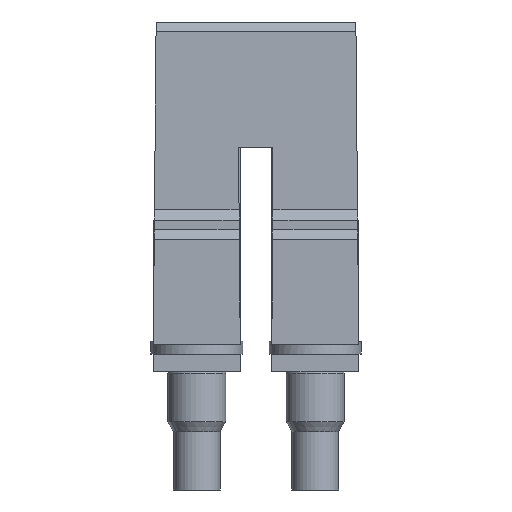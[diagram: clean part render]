
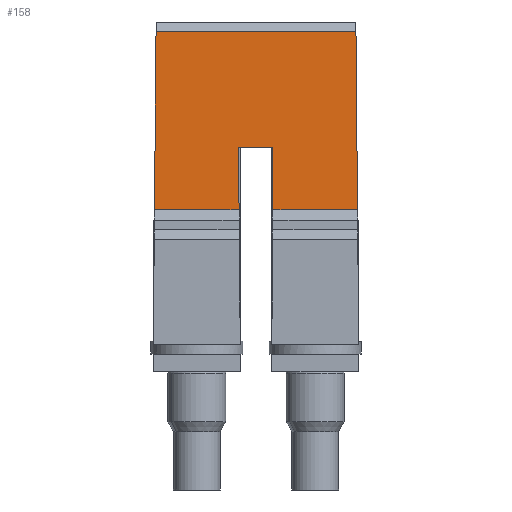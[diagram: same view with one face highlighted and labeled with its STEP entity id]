
A CAD part, front view. The second image highlights one B-rep face of the part: STEP entity #158.
In plain terms, the highlighted planar face has unit normal (0, -1, 0.009).
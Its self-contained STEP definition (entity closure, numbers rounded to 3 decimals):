
#75=AXIS2_PLACEMENT_3D('Plane Axis2P3D',#72,#73,#74) ;
#41=CARTESIAN_POINT('Vertex',(0.198,5.425,14.429)) ;
#57=CARTESIAN_POINT('Vertex',(4.552,5.425,14.429)) ;
#60=CARTESIAN_POINT('Line Origine',(2.375,5.425,14.429)) ;
#72=CARTESIAN_POINT('Axis2P3D Location',(2.375,5.425,14.5)) ;
#77=CARTESIAN_POINT('Line Origine',(6.297,5.439,16.075)) ;
#81=CARTESIAN_POINT('Vertex',(6.297,5.453,17.65)) ;
#83=CARTESIAN_POINT('Vertex',(6.297,5.425,14.5)) ;
#86=CARTESIAN_POINT('Line Origine',(6.298,5.425,14.5)) ;
#90=CARTESIAN_POINT('Vertex',(6.299,5.425,14.5)) ;
#93=CARTESIAN_POINT('Line Origine',(6.298,5.425,14.465)) ;
#97=CARTESIAN_POINT('Vertex',(6.298,5.425,14.429)) ;
#100=CARTESIAN_POINT('Line Origine',(8.475,5.425,14.429)) ;
#104=CARTESIAN_POINT('Vertex',(10.652,5.425,14.429)) ;
#107=CARTESIAN_POINT('Line Origine',(10.612,5.465,19.015)) ;
#111=CARTESIAN_POINT('Vertex',(10.572,5.505,23.6)) ;
#114=CARTESIAN_POINT('Line Origine',(5.425,5.505,23.6)) ;
#118=CARTESIAN_POINT('Vertex',(0.278,5.505,23.6)) ;
#121=CARTESIAN_POINT('Line Origine',(0.238,5.465,19.05)) ;
#125=CARTESIAN_POINT('Vertex',(0.198,5.425,14.5)) ;
#128=CARTESIAN_POINT('Line Origine',(0.198,5.425,14.465)) ;
#133=CARTESIAN_POINT('Line Origine',(4.538,5.439,16.04)) ;
#137=CARTESIAN_POINT('Vertex',(4.524,5.453,17.65)) ;
#140=CARTESIAN_POINT('Line Origine',(5.411,5.453,17.65)) ;
#61=DIRECTION('Vector Direction',(-1.,0.,0.)) ;
#73=DIRECTION('Axis2P3D Direction',(0.,1.,-0.009)) ;
#74=DIRECTION('Axis2P3D XDirection',(0.,-0.009,-1.)) ;
#78=DIRECTION('Vector Direction',(0.,-0.009,-1.)) ;
#87=DIRECTION('Vector Direction',(-1.,0.,0.)) ;
#94=DIRECTION('Vector Direction',(-0.009,-0.009,-1.)) ;
#101=DIRECTION('Vector Direction',(-1.,0.,0.)) ;
#108=DIRECTION('Vector Direction',(0.009,-0.009,-1.)) ;
#115=DIRECTION('Vector Direction',(-1.,0.,0.)) ;
#122=DIRECTION('Vector Direction',(-0.009,-0.009,-1.)) ;
#129=DIRECTION('Vector Direction',(-0.009,-0.009,-1.)) ;
#134=DIRECTION('Vector Direction',(0.009,-0.009,-1.)) ;
#141=DIRECTION('Vector Direction',(-1.,0.,0.)) ;
#62=VECTOR('Line Direction',#61,1.) ;
#79=VECTOR('Line Direction',#78,1.) ;
#88=VECTOR('Line Direction',#87,1.) ;
#95=VECTOR('Line Direction',#94,1.) ;
#102=VECTOR('Line Direction',#101,1.) ;
#109=VECTOR('Line Direction',#108,1.) ;
#116=VECTOR('Line Direction',#115,1.) ;
#123=VECTOR('Line Direction',#122,1.) ;
#130=VECTOR('Line Direction',#129,1.) ;
#135=VECTOR('Line Direction',#134,1.) ;
#142=VECTOR('Line Direction',#141,1.) ;
#146=ORIENTED_EDGE('',*,*,#85,.T.) ;
#147=ORIENTED_EDGE('',*,*,#92,.F.) ;
#148=ORIENTED_EDGE('',*,*,#99,.T.) ;
#149=ORIENTED_EDGE('',*,*,#106,.F.) ;
#150=ORIENTED_EDGE('',*,*,#113,.F.) ;
#151=ORIENTED_EDGE('',*,*,#120,.T.) ;
#152=ORIENTED_EDGE('',*,*,#127,.T.) ;
#153=ORIENTED_EDGE('',*,*,#132,.T.) ;
#154=ORIENTED_EDGE('',*,*,#64,.F.) ;
#155=ORIENTED_EDGE('',*,*,#139,.F.) ;
#156=ORIENTED_EDGE('',*,*,#144,.F.) ;
#158=ADVANCED_FACE('KU_WQV4/2',(#157),#76,.F.) ;
#64=EDGE_CURVE('',#58,#42,#63,.T.) ;
#85=EDGE_CURVE('',#82,#84,#80,.T.) ;
#92=EDGE_CURVE('',#91,#84,#89,.T.) ;
#99=EDGE_CURVE('',#91,#98,#96,.T.) ;
#106=EDGE_CURVE('',#105,#98,#103,.T.) ;
#113=EDGE_CURVE('',#112,#105,#110,.T.) ;
#120=EDGE_CURVE('',#112,#119,#117,.T.) ;
#127=EDGE_CURVE('',#119,#126,#124,.T.) ;
#132=EDGE_CURVE('',#126,#42,#131,.T.) ;
#139=EDGE_CURVE('',#138,#58,#136,.T.) ;
#144=EDGE_CURVE('',#82,#138,#143,.T.) ;
#145=EDGE_LOOP('',(#146,#147,#148,#149,#150,#151,#152,#153,#154,#155,#156)) ;
#157=FACE_OUTER_BOUND('',#145,.T.) ;
#63=LINE('Line',#60,#62) ;
#80=LINE('Line',#77,#79) ;
#89=LINE('Line',#86,#88) ;
#96=LINE('Line',#93,#95) ;
#103=LINE('Line',#100,#102) ;
#110=LINE('Line',#107,#109) ;
#117=LINE('Line',#114,#116) ;
#124=LINE('Line',#121,#123) ;
#131=LINE('Line',#128,#130) ;
#136=LINE('Line',#133,#135) ;
#143=LINE('Line',#140,#142) ;
#76=PLANE('',#75) ;
#42=VERTEX_POINT('',#41) ;
#58=VERTEX_POINT('',#57) ;
#82=VERTEX_POINT('',#81) ;
#84=VERTEX_POINT('',#83) ;
#91=VERTEX_POINT('',#90) ;
#98=VERTEX_POINT('',#97) ;
#105=VERTEX_POINT('',#104) ;
#112=VERTEX_POINT('',#111) ;
#119=VERTEX_POINT('',#118) ;
#126=VERTEX_POINT('',#125) ;
#138=VERTEX_POINT('',#137) ;
